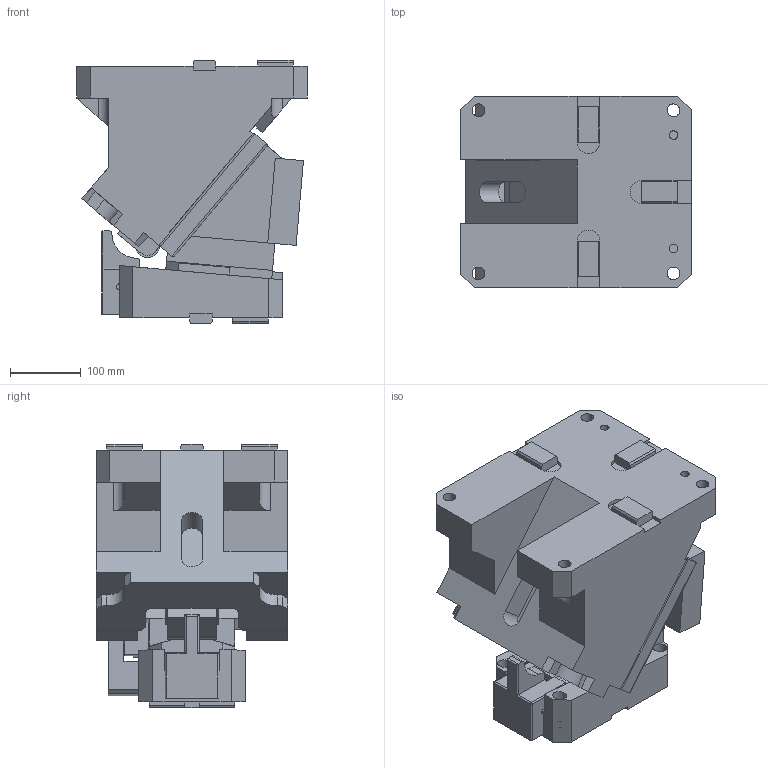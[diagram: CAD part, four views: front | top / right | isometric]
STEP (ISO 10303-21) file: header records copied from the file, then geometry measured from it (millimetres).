
FILE_DESCRIPTION(('CATIA V5 STEP Exchange'),'2;1');
FILE_NAME('CACG_200_05.stp','2015-04-22T09:45:47+00:00',('none'),('none'),'CATIA Version 5 Release 19 SP 2 (IN-10)','CATIA V5 STEP AP203','none');
FILE_SCHEMA(('CONFIG_CONTROL_DESIGN'));
Length unit declared in the file: millimetre
Products named in the file (1): CACG_200_05
Bounding box: 325 x 270 x 372 mm (x, y, z)
Volume: 16916162 mm3; surface area: 1017045.7 mm2
Topology: 3 solids, 9 shells, 556 faces, 1498 edges, 964 vertices
Faces by surface type: plane 345, cylinder 203, extrusion 4, sphere 4
Entity records: 19558 total; most frequent: CARTESIAN_POINT 6367, ORIENTED_EDGE 2988, DIRECTION 2213, EDGE_CURVE 1494, VECTOR 1144, LINE 1140, VERTEX_POINT 964, EDGE_LOOP 598
